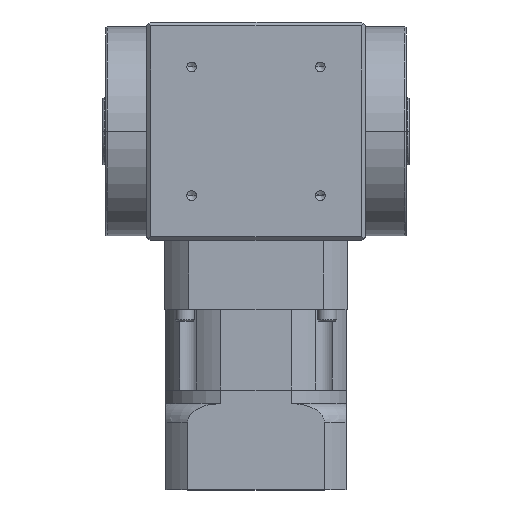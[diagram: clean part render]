
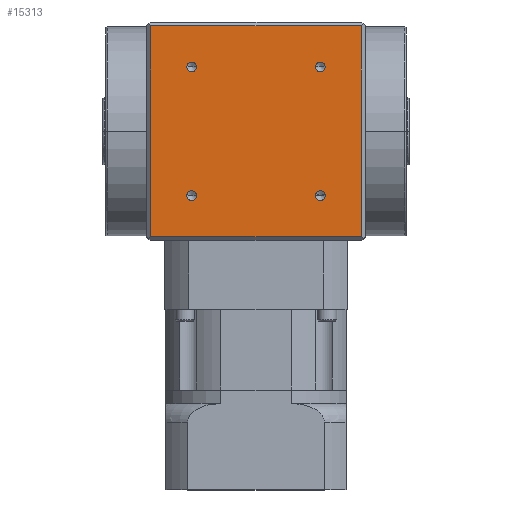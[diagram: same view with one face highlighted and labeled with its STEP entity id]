
A CAD part, top view. The second image highlights one B-rep face of the part: STEP entity #15313.
In plain terms, the highlighted planar face has unit normal (0, 0, 1).
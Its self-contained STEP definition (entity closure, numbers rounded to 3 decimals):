
#225 = VECTOR ( 'NONE', #19550, 1000. ) ;
#669 = VERTEX_POINT ( 'NONE', #1937 ) ;
#709 = DIRECTION ( 'NONE',  ( 0., 0., 1. ) ) ;
#772 = CARTESIAN_POINT ( 'NONE',  ( -33.588, 157.012, 57. ) ) ;
#825 = CARTESIAN_POINT ( 'NONE',  ( -33.588, 224.188, 57. ) ) ;
#833 = ORIENTED_EDGE ( 'NONE', *, *, #7445, .F. ) ;
#851 = DIRECTION ( 'NONE',  ( 0., 1., 0. ) ) ;
#892 = AXIS2_PLACEMENT_3D ( 'NONE', #14426, #5272, #15983 ) ;
#1744 = EDGE_CURVE ( 'NONE', #10367, #9249, #15088, .T. ) ;
#1858 = DIRECTION ( 'NONE',  ( 0., 0., 1. ) ) ;
#1937 = CARTESIAN_POINT ( 'NONE',  ( 54.844, 138.1, 57. ) ) ;
#1990 = CARTESIAN_POINT ( 'NONE',  ( -54.844, 138.1, 57. ) ) ;
#2154 = EDGE_CURVE ( 'NONE', #7083, #6872, #11590, .T. ) ;
#2237 = EDGE_CURVE ( 'NONE', #19751, #4025, #18141, .T. ) ;
#2577 = AXIS2_PLACEMENT_3D ( 'NONE', #4059, #13512, #7029 ) ;
#2827 = CARTESIAN_POINT ( 'NONE',  ( 33.588, 229.188, 57. ) ) ;
#3019 = AXIS2_PLACEMENT_3D ( 'NONE', #3275, #13978, #4793 ) ;
#3275 = CARTESIAN_POINT ( 'NONE',  ( 33.588, 226.688, 57. ) ) ;
#3497 = CIRCLE ( 'NONE', #3019, 2.5 ) ;
#3773 = AXIS2_PLACEMENT_3D ( 'NONE', #11079, #1858, #12635 ) ;
#3890 = ORIENTED_EDGE ( 'NONE', *, *, #8452, .F. ) ;
#4019 = FACE_BOUND ( 'NONE', #4336, .T. ) ;
#4025 = VERTEX_POINT ( 'NONE', #2827 ) ;
#4044 = EDGE_LOOP ( 'NONE', ( #3890, #15359 ) ) ;
#4059 = CARTESIAN_POINT ( 'NONE',  ( 33.588, 226.688, 57. ) ) ;
#4336 = EDGE_LOOP ( 'NONE', ( #7727, #15579 ) ) ;
#4423 = EDGE_LOOP ( 'NONE', ( #19687, #10096 ) ) ;
#4591 = EDGE_LOOP ( 'NONE', ( #11501, #5027, #833, #8695 ) ) ;
#4696 = CARTESIAN_POINT ( 'NONE',  ( -33.588, 162.012, 57. ) ) ;
#4793 = DIRECTION ( 'NONE',  ( 0., -1., 0. ) ) ;
#5027 = ORIENTED_EDGE ( 'NONE', *, *, #15621, .F. ) ;
#5121 = VERTEX_POINT ( 'NONE', #17435 ) ;
#5272 = DIRECTION ( 'NONE',  ( 0., 0., -1. ) ) ;
#5312 = DIRECTION ( 'NONE',  ( 0., -1., 0. ) ) ;
#5363 = LINE ( 'NONE', #16094, #13526 ) ;
#5824 = EDGE_LOOP ( 'NONE', ( #13715, #14120 ) ) ;
#6566 = CARTESIAN_POINT ( 'NONE',  ( -33.588, 159.512, 57. ) ) ;
#6872 = VERTEX_POINT ( 'NONE', #11886 ) ;
#7029 = DIRECTION ( 'NONE',  ( 0., -1., 0. ) ) ;
#7083 = VERTEX_POINT ( 'NONE', #9423 ) ;
#7397 = CARTESIAN_POINT ( 'NONE',  ( -60., 138.1, 57. ) ) ;
#7423 = CARTESIAN_POINT ( 'NONE',  ( -33.588, 159.512, 57. ) ) ;
#7445 = EDGE_CURVE ( 'NONE', #11034, #15046, #14074, .T. ) ;
#7727 = ORIENTED_EDGE ( 'NONE', *, *, #17957, .F. ) ;
#8108 = CIRCLE ( 'NONE', #8839, 2.5 ) ;
#8170 = DIRECTION ( 'NONE',  ( 0., -1., 0. ) ) ;
#8335 = PLANE ( 'NONE',  #892 ) ;
#8452 = EDGE_CURVE ( 'NONE', #6872, #7083, #10269, .T. ) ;
#8525 = CARTESIAN_POINT ( 'NONE',  ( -54.844, 0., 57. ) ) ;
#8645 = FACE_BOUND ( 'NONE', #4044, .T. ) ;
#8683 = CARTESIAN_POINT ( 'NONE',  ( -33.588, 226.688, 57. ) ) ;
#8695 = ORIENTED_EDGE ( 'NONE', *, *, #14483, .F. ) ;
#8839 = AXIS2_PLACEMENT_3D ( 'NONE', #7423, #18053, #9007 ) ;
#8908 = AXIS2_PLACEMENT_3D ( 'NONE', #8683, #18366, #19195 ) ;
#9007 = DIRECTION ( 'NONE',  ( 0., -1., 0. ) ) ;
#9249 = VERTEX_POINT ( 'NONE', #825 ) ;
#9423 = CARTESIAN_POINT ( 'NONE',  ( 33.588, 162.012, 57. ) ) ;
#9960 = CARTESIAN_POINT ( 'NONE',  ( -33.588, 229.188, 57. ) ) ;
#9962 = CARTESIAN_POINT ( 'NONE',  ( -33.588, 226.688, 57. ) ) ;
#10096 = ORIENTED_EDGE ( 'NONE', *, *, #12835, .F. ) ;
#10269 = CIRCLE ( 'NONE', #3773, 2.5 ) ;
#10367 = VERTEX_POINT ( 'NONE', #9960 ) ;
#10393 = EDGE_CURVE ( 'NONE', #4025, #19751, #3497, .T. ) ;
#10511 = VECTOR ( 'NONE', #11273, 1000. ) ;
#10929 = VERTEX_POINT ( 'NONE', #4696 ) ;
#10944 = AXIS2_PLACEMENT_3D ( 'NONE', #9962, #709, #11468 ) ;
#11034 = VERTEX_POINT ( 'NONE', #1990 ) ;
#11079 = CARTESIAN_POINT ( 'NONE',  ( 33.588, 159.512, 57. ) ) ;
#11273 = DIRECTION ( 'NONE',  ( 1., 0., 0. ) ) ;
#11468 = DIRECTION ( 'NONE',  ( 0., -1., 0. ) ) ;
#11501 = ORIENTED_EDGE ( 'NONE', *, *, #19651, .F. ) ;
#11590 = CIRCLE ( 'NONE', #18256, 2.5 ) ;
#11886 = CARTESIAN_POINT ( 'NONE',  ( 33.588, 157.012, 57. ) ) ;
#12219 = FACE_BOUND ( 'NONE', #5824, .T. ) ;
#12515 = LINE ( 'NONE', #7397, #225 ) ;
#12586 = CARTESIAN_POINT ( 'NONE',  ( 33.588, 159.512, 57. ) ) ;
#12635 = DIRECTION ( 'NONE',  ( 0., -1., 0. ) ) ;
#12756 = CARTESIAN_POINT ( 'NONE',  ( -60., 248.1, 57. ) ) ;
#12835 = EDGE_CURVE ( 'NONE', #10929, #14786, #16258, .T. ) ;
#13305 = CARTESIAN_POINT ( 'NONE',  ( 33.588, 224.188, 57. ) ) ;
#13478 = DIRECTION ( 'NONE',  ( 0., -1., 0. ) ) ;
#13512 = DIRECTION ( 'NONE',  ( 0., 0., 1. ) ) ;
#13526 = VECTOR ( 'NONE', #5312, 1000. ) ;
#13533 = EDGE_CURVE ( 'NONE', #14786, #10929, #8108, .T. ) ;
#13595 = CARTESIAN_POINT ( 'NONE',  ( -54.844, 248.1, 57. ) ) ;
#13715 = ORIENTED_EDGE ( 'NONE', *, *, #2237, .F. ) ;
#13928 = DIRECTION ( 'NONE',  ( 0., 0., 1. ) ) ;
#13978 = DIRECTION ( 'NONE',  ( 0., 0., 1. ) ) ;
#14074 = LINE ( 'NONE', #8525, #18086 ) ;
#14120 = ORIENTED_EDGE ( 'NONE', *, *, #10393, .F. ) ;
#14426 = CARTESIAN_POINT ( 'NONE',  ( -60., 250.1, 57. ) ) ;
#14483 = EDGE_CURVE ( 'NONE', #669, #11034, #12515, .T. ) ;
#14494 = CIRCLE ( 'NONE', #10944, 2.5 ) ;
#14786 = VERTEX_POINT ( 'NONE', #772 ) ;
#15046 = VERTEX_POINT ( 'NONE', #13595 ) ;
#15088 = CIRCLE ( 'NONE', #8908, 2.5 ) ;
#15313 = ADVANCED_FACE ( 'NONE', ( #4019, #12219, #8645, #19737, #15745 ), #8335, .F. ) ;
#15359 = ORIENTED_EDGE ( 'NONE', *, *, #2154, .F. ) ;
#15579 = ORIENTED_EDGE ( 'NONE', *, *, #1744, .F. ) ;
#15621 = EDGE_CURVE ( 'NONE', #15046, #5121, #18549, .T. ) ;
#15745 = FACE_OUTER_BOUND ( 'NONE', #4591, .T. ) ;
#15983 = DIRECTION ( 'NONE',  ( 0., 1., 0. ) ) ;
#16094 = CARTESIAN_POINT ( 'NONE',  ( 54.844, 0., 57. ) ) ;
#16258 = CIRCLE ( 'NONE', #19309, 2.5 ) ;
#17300 = DIRECTION ( 'NONE',  ( 0., 0., 1. ) ) ;
#17435 = CARTESIAN_POINT ( 'NONE',  ( 54.844, 248.1, 57. ) ) ;
#17957 = EDGE_CURVE ( 'NONE', #9249, #10367, #14494, .T. ) ;
#18053 = DIRECTION ( 'NONE',  ( 0., 0., 1. ) ) ;
#18086 = VECTOR ( 'NONE', #851, 1000. ) ;
#18141 = CIRCLE ( 'NONE', #2577, 2.5 ) ;
#18256 = AXIS2_PLACEMENT_3D ( 'NONE', #12586, #13928, #13478 ) ;
#18366 = DIRECTION ( 'NONE',  ( 0., 0., 1. ) ) ;
#18549 = LINE ( 'NONE', #12756, #10511 ) ;
#19195 = DIRECTION ( 'NONE',  ( 0., -1., 0. ) ) ;
#19309 = AXIS2_PLACEMENT_3D ( 'NONE', #6566, #17300, #8170 ) ;
#19550 = DIRECTION ( 'NONE',  ( -1., 0., 0. ) ) ;
#19651 = EDGE_CURVE ( 'NONE', #5121, #669, #5363, .T. ) ;
#19687 = ORIENTED_EDGE ( 'NONE', *, *, #13533, .F. ) ;
#19737 = FACE_BOUND ( 'NONE', #4423, .T. ) ;
#19751 = VERTEX_POINT ( 'NONE', #13305 ) ;
